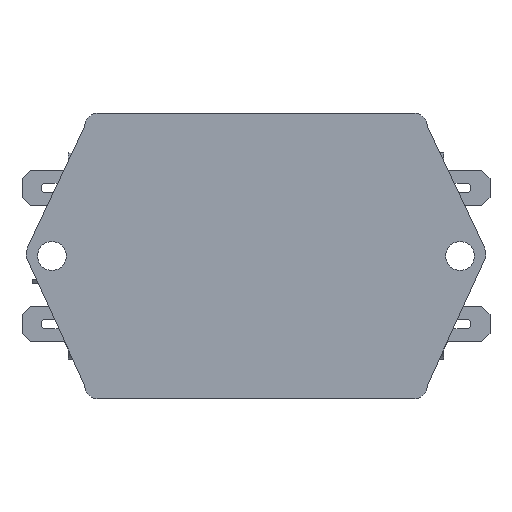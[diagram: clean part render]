
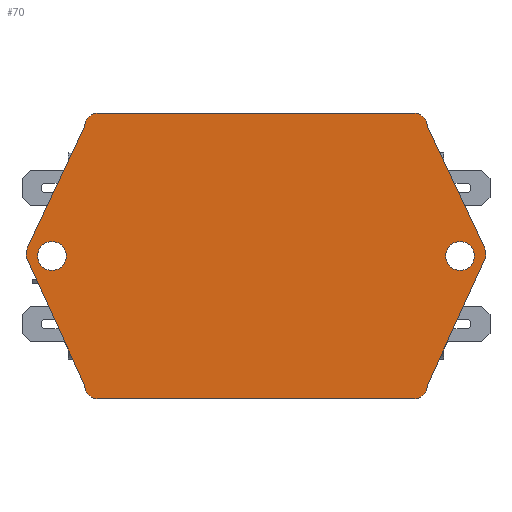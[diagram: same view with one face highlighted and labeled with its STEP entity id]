
A CAD part, front view. The second image highlights one B-rep face of the part: STEP entity #70.
In plain terms, the highlighted planar face has unit normal (0, -1, 0).
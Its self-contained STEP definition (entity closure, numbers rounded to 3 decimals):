
#12 = VERTEX_POINT ( 'NONE', #1273 ) ;
#14 = EDGE_CURVE ( 'NONE', #2885, #2138, #729, .T. ) ;
#35 = CARTESIAN_POINT ( 'NONE',  ( -37.5, 0., -2.65 ) ) ;
#70 = ADVANCED_FACE ( 'NONE', ( #1592, #2215, #3851 ), #238, .T. ) ;
#87 = CARTESIAN_POINT ( 'NONE',  ( -37.5, 0., 2.65 ) ) ;
#120 = ORIENTED_EDGE ( 'NONE', *, *, #3277, .T. ) ;
#126 = AXIS2_PLACEMENT_3D ( 'NONE', #2107, #187, #2410 ) ;
#171 = CARTESIAN_POINT ( 'NONE',  ( -31.5, 0., -23.75 ) ) ;
#187 = DIRECTION ( 'NONE',  ( 0., -1., 0. ) ) ;
#190 = EDGE_CURVE ( 'NONE', #1202, #2044, #1838, .T. ) ;
#194 = EDGE_CURVE ( 'NONE', #2044, #3681, #1081, .T. ) ;
#224 = CIRCLE ( 'NONE', #3291, 2.5 ) ;
#238 = PLANE ( 'NONE',  #2817 ) ;
#322 = CARTESIAN_POINT ( 'NONE',  ( 42.006, 0., 1.48 ) ) ;
#328 = AXIS2_PLACEMENT_3D ( 'NONE', #1523, #3685, #1847 ) ;
#382 = EDGE_LOOP ( 'NONE', ( #2744, #1225 ) ) ;
#393 = CARTESIAN_POINT ( 'NONE',  ( 29., 0., -23.75 ) ) ;
#405 = AXIS2_PLACEMENT_3D ( 'NONE', #547, #2741, #875 ) ;
#442 = LINE ( 'NONE', #2286, #2855 ) ;
#451 = CARTESIAN_POINT ( 'NONE',  ( -37.5, 0., 0. ) ) ;
#455 = EDGE_CURVE ( 'NONE', #1969, #2577, #3207, .T. ) ;
#473 = AXIS2_PLACEMENT_3D ( 'NONE', #842, #3021, #1165 ) ;
#475 = ORIENTED_EDGE ( 'NONE', *, *, #3479, .T. ) ;
#503 = CARTESIAN_POINT ( 'NONE',  ( 29., 0., 23.75 ) ) ;
#512 = EDGE_CURVE ( 'NONE', #3681, #3865, #224, .T. ) ;
#524 = CARTESIAN_POINT ( 'NONE',  ( -39.745, 0., 0.413 ) ) ;
#536 = EDGE_CURVE ( 'NONE', #1508, #2885, #1924, .T. ) ;
#547 = CARTESIAN_POINT ( 'NONE',  ( 39.745, 0., 0.413 ) ) ;
#678 = EDGE_CURVE ( 'NONE', #3950, #3204, #2864, .T. ) ;
#716 = CIRCLE ( 'NONE', #1393, 2.65 ) ;
#729 = LINE ( 'NONE', #968, #3954 ) ;
#732 = CARTESIAN_POINT ( 'NONE',  ( -31.5, 0., -26.25 ) ) ;
#741 = DIRECTION ( 'NONE',  ( 0., 0., -1. ) ) ;
#794 = DIRECTION ( 'NONE',  ( 0., 0., -1. ) ) ;
#798 = VERTEX_POINT ( 'NONE', #1116 ) ;
#839 = DIRECTION ( 'NONE',  ( 0., 0., -1. ) ) ;
#842 = CARTESIAN_POINT ( 'NONE',  ( -29., 0., 23.75 ) ) ;
#843 = ORIENTED_EDGE ( 'NONE', *, *, #4031, .T. ) ;
#855 = DIRECTION ( 'NONE',  ( 0., 0., -1. ) ) ;
#875 = DIRECTION ( 'NONE',  ( 0., 0., -1. ) ) ;
#879 = CARTESIAN_POINT ( 'NONE',  ( 29., 0., -26.25 ) ) ;
#968 = CARTESIAN_POINT ( 'NONE',  ( -31.5, 0., 23.75 ) ) ;
#997 = VERTEX_POINT ( 'NONE', #1672 ) ;
#1058 = DIRECTION ( 'NONE',  ( 1., 0., 0. ) ) ;
#1081 = LINE ( 'NONE', #2441, #2453 ) ;
#1116 = CARTESIAN_POINT ( 'NONE',  ( 31.5, 0., -23.75 ) ) ;
#1125 = EDGE_CURVE ( 'NONE', #3204, #3950, #716, .T. ) ;
#1165 = DIRECTION ( 'NONE',  ( 0., 0., -1. ) ) ;
#1202 = VERTEX_POINT ( 'NONE', #2934 ) ;
#1225 = ORIENTED_EDGE ( 'NONE', *, *, #2978, .F. ) ;
#1273 = CARTESIAN_POINT ( 'NONE',  ( -29., 0., -26.25 ) ) ;
#1364 = CARTESIAN_POINT ( 'NONE',  ( -42.006, 0., 1.48 ) ) ;
#1388 = ORIENTED_EDGE ( 'NONE', *, *, #2996, .T. ) ;
#1393 = AXIS2_PLACEMENT_3D ( 'NONE', #451, #2664, #794 ) ;
#1453 = DIRECTION ( 'NONE',  ( 0., -1., 0. ) ) ;
#1508 = VERTEX_POINT ( 'NONE', #3799 ) ;
#1511 = ORIENTED_EDGE ( 'NONE', *, *, #14, .T. ) ;
#1523 = CARTESIAN_POINT ( 'NONE',  ( 37.5, 0., 0. ) ) ;
#1535 = DIRECTION ( 'NONE',  ( 0., 0., -1. ) ) ;
#1580 = DIRECTION ( 'NONE',  ( -0.427, 0., -0.904 ) ) ;
#1592 = FACE_BOUND ( 'NONE', #3626, .T. ) ;
#1604 = CARTESIAN_POINT ( 'NONE',  ( 37.5, 0., 0. ) ) ;
#1672 = CARTESIAN_POINT ( 'NONE',  ( -42.02, 0., -0.622 ) ) ;
#1688 = ORIENTED_EDGE ( 'NONE', *, *, #678, .F. ) ;
#1732 = ORIENTED_EDGE ( 'NONE', *, *, #2156, .T. ) ;
#1775 = VECTOR ( 'NONE', #2518, 1000. ) ;
#1838 = CIRCLE ( 'NONE', #405, 2.5 ) ;
#1847 = DIRECTION ( 'NONE',  ( 0., 0., -1. ) ) ;
#1912 = CARTESIAN_POINT ( 'NONE',  ( -35.051, 0., -15.944 ) ) ;
#1916 = DIRECTION ( 'NONE',  ( 0., 0., -1. ) ) ;
#1924 = CIRCLE ( 'NONE', #473, 2.5 ) ;
#1928 = CARTESIAN_POINT ( 'NONE',  ( 31.5, 0., 26.25 ) ) ;
#1933 = AXIS2_PLACEMENT_3D ( 'NONE', #393, #2610, #741 ) ;
#1969 = VERTEX_POINT ( 'NONE', #2501 ) ;
#1976 = AXIS2_PLACEMENT_3D ( 'NONE', #3305, #1453, #3619 ) ;
#2044 = VERTEX_POINT ( 'NONE', #322 ) ;
#2107 = CARTESIAN_POINT ( 'NONE',  ( -29., 0., -23.75 ) ) ;
#2138 = VERTEX_POINT ( 'NONE', #1364 ) ;
#2156 = EDGE_CURVE ( 'NONE', #3773, #798, #2524, .T. ) ;
#2181 = CARTESIAN_POINT ( 'NONE',  ( 29., 0., 26.25 ) ) ;
#2215 = FACE_BOUND ( 'NONE', #382, .T. ) ;
#2273 = EDGE_CURVE ( 'NONE', #798, #1202, #442, .T. ) ;
#2279 = CIRCLE ( 'NONE', #3014, 2.65 ) ;
#2286 = CARTESIAN_POINT ( 'NONE',  ( 31.5, 0., -23.75 ) ) ;
#2309 = AXIS2_PLACEMENT_3D ( 'NONE', #524, #2722, #855 ) ;
#2410 = DIRECTION ( 'NONE',  ( 0., 0., -1. ) ) ;
#2441 = CARTESIAN_POINT ( 'NONE',  ( 34.93, 0., 16.478 ) ) ;
#2453 = VECTOR ( 'NONE', #3671, 1000. ) ;
#2501 = CARTESIAN_POINT ( 'NONE',  ( 37.5, 0., -2.65 ) ) ;
#2516 = LINE ( 'NONE', #1912, #1775 ) ;
#2518 = DIRECTION ( 'NONE',  ( 0.414, 0., -0.91 ) ) ;
#2524 = CIRCLE ( 'NONE', #1933, 2.5 ) ;
#2534 = ORIENTED_EDGE ( 'NONE', *, *, #1125, .F. ) ;
#2577 = VERTEX_POINT ( 'NONE', #3892 ) ;
#2606 = CIRCLE ( 'NONE', #2309, 2.5 ) ;
#2610 = DIRECTION ( 'NONE',  ( 0., -1., 0. ) ) ;
#2654 = VERTEX_POINT ( 'NONE', #171 ) ;
#2664 = DIRECTION ( 'NONE',  ( 0., -1., 0. ) ) ;
#2708 = DIRECTION ( 'NONE',  ( 0., -1., 0. ) ) ;
#2714 = VECTOR ( 'NONE', #4068, 1000. ) ;
#2722 = DIRECTION ( 'NONE',  ( 0., -1., 0. ) ) ;
#2741 = DIRECTION ( 'NONE',  ( 0., -1., 0. ) ) ;
#2744 = ORIENTED_EDGE ( 'NONE', *, *, #455, .F. ) ;
#2796 = ORIENTED_EDGE ( 'NONE', *, *, #2273, .T. ) ;
#2804 = CARTESIAN_POINT ( 'NONE',  ( -31.5, 0., 23.75 ) ) ;
#2817 = AXIS2_PLACEMENT_3D ( 'NONE', #3988, #3378, #1535 ) ;
#2855 = VECTOR ( 'NONE', #2883, 1000. ) ;
#2864 = CIRCLE ( 'NONE', #1976, 2.65 ) ;
#2883 = DIRECTION ( 'NONE',  ( 0.414, 0., 0.91 ) ) ;
#2885 = VERTEX_POINT ( 'NONE', #2804 ) ;
#2934 = CARTESIAN_POINT ( 'NONE',  ( 42.02, 0., -0.622 ) ) ;
#2978 = EDGE_CURVE ( 'NONE', #2577, #1969, #2279, .T. ) ;
#2996 = EDGE_CURVE ( 'NONE', #3865, #1508, #3533, .T. ) ;
#3014 = AXIS2_PLACEMENT_3D ( 'NONE', #1604, #3761, #1916 ) ;
#3021 = DIRECTION ( 'NONE',  ( 0., -1., 0. ) ) ;
#3133 = ORIENTED_EDGE ( 'NONE', *, *, #190, .T. ) ;
#3185 = VECTOR ( 'NONE', #1058, 1000. ) ;
#3204 = VERTEX_POINT ( 'NONE', #87 ) ;
#3207 = CIRCLE ( 'NONE', #328, 2.65 ) ;
#3262 = ORIENTED_EDGE ( 'NONE', *, *, #194, .T. ) ;
#3277 = EDGE_CURVE ( 'NONE', #2654, #12, #3480, .T. ) ;
#3279 = ORIENTED_EDGE ( 'NONE', *, *, #3699, .T. ) ;
#3291 = AXIS2_PLACEMENT_3D ( 'NONE', #503, #2708, #839 ) ;
#3305 = CARTESIAN_POINT ( 'NONE',  ( -37.5, 0., 0. ) ) ;
#3322 = CARTESIAN_POINT ( 'NONE',  ( 31.5, 0., 23.75 ) ) ;
#3359 = ORIENTED_EDGE ( 'NONE', *, *, #512, .T. ) ;
#3378 = DIRECTION ( 'NONE',  ( 0., -1., 0. ) ) ;
#3409 = EDGE_LOOP ( 'NONE', ( #1511, #3279, #475, #120, #843, #1732, #2796, #3133, #3262, #3359, #1388, #4001 ) ) ;
#3479 = EDGE_CURVE ( 'NONE', #997, #2654, #2516, .T. ) ;
#3480 = CIRCLE ( 'NONE', #126, 2.5 ) ;
#3533 = LINE ( 'NONE', #1928, #2714 ) ;
#3619 = DIRECTION ( 'NONE',  ( 0., 0., -1. ) ) ;
#3626 = EDGE_LOOP ( 'NONE', ( #1688, #2534 ) ) ;
#3671 = DIRECTION ( 'NONE',  ( -0.427, 0., 0.904 ) ) ;
#3681 = VERTEX_POINT ( 'NONE', #3322 ) ;
#3685 = DIRECTION ( 'NONE',  ( 0., -1., 0. ) ) ;
#3699 = EDGE_CURVE ( 'NONE', #2138, #997, #2606, .T. ) ;
#3761 = DIRECTION ( 'NONE',  ( 0., -1., 0. ) ) ;
#3773 = VERTEX_POINT ( 'NONE', #879 ) ;
#3799 = CARTESIAN_POINT ( 'NONE',  ( -29., 0., 26.25 ) ) ;
#3851 = FACE_OUTER_BOUND ( 'NONE', #3409, .T. ) ;
#3865 = VERTEX_POINT ( 'NONE', #2181 ) ;
#3892 = CARTESIAN_POINT ( 'NONE',  ( 37.5, 0., 2.65 ) ) ;
#3930 = LINE ( 'NONE', #732, #3185 ) ;
#3950 = VERTEX_POINT ( 'NONE', #35 ) ;
#3954 = VECTOR ( 'NONE', #1580, 1000. ) ;
#3988 = CARTESIAN_POINT ( 'NONE',  ( 0., 0., 0. ) ) ;
#4001 = ORIENTED_EDGE ( 'NONE', *, *, #536, .T. ) ;
#4031 = EDGE_CURVE ( 'NONE', #12, #3773, #3930, .T. ) ;
#4068 = DIRECTION ( 'NONE',  ( -1., 0., 0. ) ) ;
